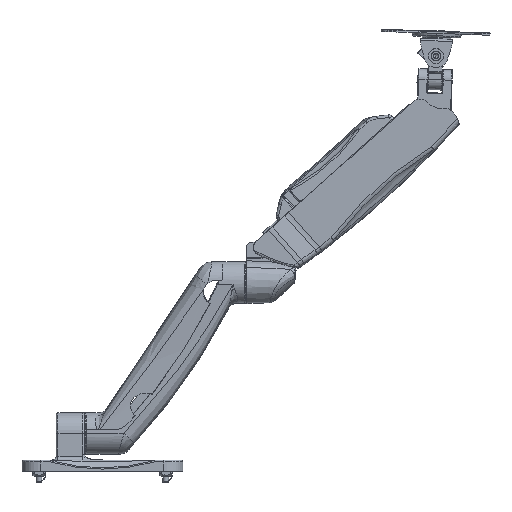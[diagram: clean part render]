
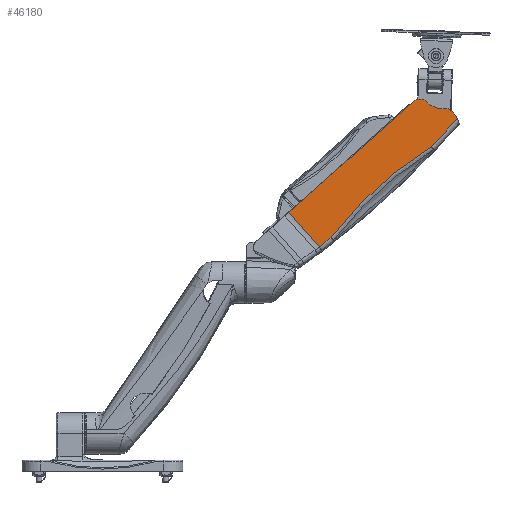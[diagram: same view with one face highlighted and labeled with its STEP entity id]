
A CAD part, front view. The second image highlights one B-rep face of the part: STEP entity #46180.
In plain terms, the highlighted planar face has unit normal (0.012, -1, -0.012).
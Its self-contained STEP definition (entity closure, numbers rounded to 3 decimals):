
#430=ELLIPSE('',#50663,24.004,24.);
#442=ELLIPSE('',#50742,8.001,8.);
#444=ELLIPSE('',#50747,25.004,25.);
#445=ELLIPSE('',#50748,10.002,10.);
#2908=B_SPLINE_CURVE_WITH_KNOTS('',3,(#106778,#106779,#106780,#106781,#106782,
#106783,#106784,#106785,#106786,#106787,#106788,#106789,#106790,#106791,
#106792,#106793),.UNSPECIFIED.,.F.,.F.,(4,3,3,3,3,4),(0.,
0.2,0.4,0.6,0.8,1.),.UNSPECIFIED.);
#5481=FACE_OUTER_BOUND('',#8459,.T.);
#8459=EDGE_LOOP('',(#38135,#38136,#38137,#38138,#38139,#38140,#38141,#38142,
#38143));
#11506=LINE('',#106800,#14418);
#11507=LINE('',#106802,#14419);
#14418=VECTOR('',#61321,176.666);
#14419=VECTOR('',#61322,48.424);
#17234=CIRCLE('',#50746,992.162);
#17235=CIRCLE('',#50749,992.185);
#20653=VERTEX_POINT('',#105759);
#20654=VERTEX_POINT('',#105761);
#20786=VERTEX_POINT('',#106768);
#20788=VERTEX_POINT('',#106776);
#20789=VERTEX_POINT('',#106777);
#20790=VERTEX_POINT('',#106795);
#20791=VERTEX_POINT('',#106797);
#20792=VERTEX_POINT('',#106799);
#20793=VERTEX_POINT('',#106801);
#26621=EDGE_CURVE('',#20653,#20654,#430,.T.);
#26807=EDGE_CURVE('',#20786,#20653,#442,.T.);
#26810=EDGE_CURVE('',#20788,#20789,#2908,.T.);
#26811=EDGE_CURVE('',#20789,#20654,#17234,.T.);
#26812=EDGE_CURVE('',#20786,#20790,#444,.T.);
#26813=EDGE_CURVE('',#20790,#20791,#445,.T.);
#26814=EDGE_CURVE('',#20791,#20792,#11506,.T.);
#26815=EDGE_CURVE('',#20792,#20793,#11507,.T.);
#26816=EDGE_CURVE('',#20793,#20788,#17235,.T.);
#38135=ORIENTED_EDGE('',*,*,#26810,.T.);
#38136=ORIENTED_EDGE('',*,*,#26811,.T.);
#38137=ORIENTED_EDGE('',*,*,#26621,.F.);
#38138=ORIENTED_EDGE('',*,*,#26807,.F.);
#38139=ORIENTED_EDGE('',*,*,#26812,.T.);
#38140=ORIENTED_EDGE('',*,*,#26813,.T.);
#38141=ORIENTED_EDGE('',*,*,#26814,.T.);
#38142=ORIENTED_EDGE('',*,*,#26815,.T.);
#38143=ORIENTED_EDGE('',*,*,#26816,.T.);
#44019=PLANE('',#50745);
#46180=ADVANCED_FACE('',(#5481),#44019,.T.);
#50663=AXIS2_PLACEMENT_3D('',#105762,#61020,#61021);
#50742=AXIS2_PLACEMENT_3D('',#106770,#61306,#61307);
#50745=AXIS2_PLACEMENT_3D('',#106775,#61313,#61314);
#50746=AXIS2_PLACEMENT_3D('',#106794,#61315,#61316);
#50747=AXIS2_PLACEMENT_3D('',#106796,#61317,#61318);
#50748=AXIS2_PLACEMENT_3D('',#106798,#61319,#61320);
#50749=AXIS2_PLACEMENT_3D('',#106803,#61323,#61324);
#61020=DIRECTION('center_axis',(-0.012,1.,0.012));
#61021=DIRECTION('ref_axis',(0.666,0.017,-0.746));
#61306=DIRECTION('center_axis',(-0.012,1.,0.012));
#61307=DIRECTION('ref_axis',(0.666,0.017,-0.746));
#61313=DIRECTION('center_axis',(0.012,-1.,-0.012));
#61314=DIRECTION('ref_axis',(-0.746,0.,-0.666));
#61315=DIRECTION('center_axis',(0.012,-1.,-0.012));
#61316=DIRECTION('ref_axis',(0.751,0.017,-0.66));
#61317=DIRECTION('center_axis',(-0.012,1.,0.012));
#61318=DIRECTION('ref_axis',(0.666,0.017,-0.746));
#61319=DIRECTION('center_axis',(0.012,-1.,-0.012));
#61320=DIRECTION('ref_axis',(-0.666,-0.017,0.746));
#61321=DIRECTION('',(-0.746,0.,-0.666));
#61322=DIRECTION('',(0.665,0.017,-0.747));
#61323=DIRECTION('center_axis',(0.012,-1.,-0.012));
#61324=DIRECTION('ref_axis',(0.616,0.017,-0.787));
#105759=CARTESIAN_POINT('',(433.339,4.62,381.645));
#105761=CARTESIAN_POINT('',(440.154,4.805,373.08));
#105762=CARTESIAN_POINT('Origin',(418.461,4.68,362.812));
#106768=CARTESIAN_POINT('',(427.615,4.533,383.331));
#106770=CARTESIAN_POINT('Origin',(428.38,4.64,375.367));
#106775=CARTESIAN_POINT('Origin',(467.871,5.036,380.448));
#106776=CARTESIAN_POINT('',(306.707,4.814,247.04));
#106777=CARTESIAN_POINT('',(412.877,4.857,343.306));
#106778=CARTESIAN_POINT('Ctrl Pts',(306.707,4.814,247.04));
#106779=CARTESIAN_POINT('Ctrl Pts',(312.545,4.787,254.682));
#106780=CARTESIAN_POINT('Ctrl Pts',(318.643,4.766,262.091));
#106781=CARTESIAN_POINT('Ctrl Pts',(325.013,4.751,269.279));
#106782=CARTESIAN_POINT('Ctrl Pts',(331.382,4.736,276.466));
#106783=CARTESIAN_POINT('Ctrl Pts',(338.022,4.727,283.432));
#106784=CARTESIAN_POINT('Ctrl Pts',(344.903,4.724,290.144));
#106785=CARTESIAN_POINT('Ctrl Pts',(351.784,4.721,296.856));
#106786=CARTESIAN_POINT('Ctrl Pts',(358.907,4.724,303.314));
#106787=CARTESIAN_POINT('Ctrl Pts',(366.259,4.733,309.507));
#106788=CARTESIAN_POINT('Ctrl Pts',(373.61,4.742,315.7));
#106789=CARTESIAN_POINT('Ctrl Pts',(381.191,4.757,321.627));
#106790=CARTESIAN_POINT('Ctrl Pts',(388.964,4.777,327.263));
#106791=CARTESIAN_POINT('Ctrl Pts',(396.738,4.798,332.899));
#106792=CARTESIAN_POINT('Ctrl Pts',(404.705,4.824,338.244));
#106793=CARTESIAN_POINT('Ctrl Pts',(412.877,4.857,343.306));
#106794=CARTESIAN_POINT('Origin',(-304.809,-11.955,1028.163));
#106795=CARTESIAN_POINT('',(407.447,4.208,390.641));
#106796=CARTESIAN_POINT('Origin',(425.227,4.197,408.217));
#106797=CARTESIAN_POINT('',(393.678,4.043,391.073));
#106798=CARTESIAN_POINT('Origin',(400.336,4.212,383.611));
#106799=CARTESIAN_POINT('',(261.855,3.966,273.458));
#106800=CARTESIAN_POINT('',(393.678,4.043,391.073));
#106801=CARTESIAN_POINT('',(294.033,4.787,237.28));
#106802=CARTESIAN_POINT('',(261.855,3.966,273.458));
#106803=CARTESIAN_POINT('Origin',(-304.834,-11.955,1028.172));
